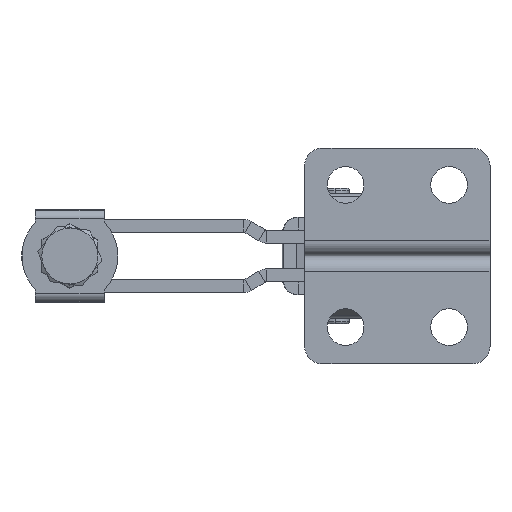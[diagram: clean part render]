
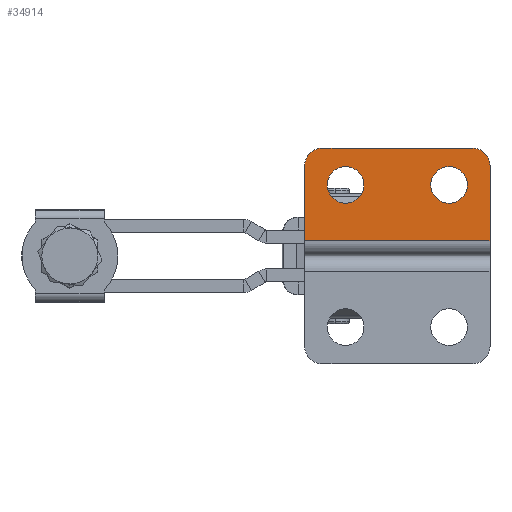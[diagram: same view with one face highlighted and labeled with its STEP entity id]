
A CAD part, front view. The second image highlights one B-rep face of the part: STEP entity #34914.
In plain terms, the highlighted planar face has unit normal (0, -1, 0).
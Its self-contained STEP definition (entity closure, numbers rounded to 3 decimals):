
#15 = VERTEX_POINT ( 'NONE', #12846 ) ;
#24 = VERTEX_POINT ( 'NONE', #12855 ) ;
#311 = VERTEX_POINT ( 'NONE', #13150 ) ;
#312 = VERTEX_POINT ( 'NONE', #13151 ) ;
#313 = VERTEX_POINT ( 'NONE', #13152 ) ;
#324 = VERTEX_POINT ( 'NONE', #13163 ) ;
#334 = VERTEX_POINT ( 'NONE', #13173 ) ;
#361 = VERTEX_POINT ( 'NONE', #13200 ) ;
#4106 = EDGE_CURVE ( 'NONE', #15, #33151, #15611, .T. ) ;
#4109 = EDGE_CURVE ( 'NONE', #24, #33167, #15624, .T. ) ;
#4153 = EDGE_CURVE ( 'NONE', #361, #334, #15696, .T. ) ;
#4155 = EDGE_CURVE ( 'NONE', #33151, #15, #15699, .T. ) ;
#4156 = EDGE_CURVE ( 'NONE', #33167, #24, #15701, .T. ) ;
#4157 = EDGE_CURVE ( 'NONE', #361, #324, #15702, .T. ) ;
#4158 = EDGE_CURVE ( 'NONE', #324, #311, #15697, .T. ) ;
#4159 = EDGE_CURVE ( 'NONE', #311, #313, #15705, .T. ) ;
#4160 = EDGE_CURVE ( 'NONE', #313, #312, #15706, .T. ) ;
#4161 = EDGE_CURVE ( 'NONE', #312, #334, #15708, .T. ) ;
#5276 = AXIS2_PLACEMENT_3D ( 'NONE', #15356, #15357, #15358 ) ;
#5278 = AXIS2_PLACEMENT_3D ( 'NONE', #15366, #15367, #15368 ) ;
#5296 = AXIS2_PLACEMENT_3D ( 'NONE', #15475, #15476, #15477 ) ;
#5297 = AXIS2_PLACEMENT_3D ( 'NONE', #15479, #15480, #15481 ) ;
#5298 = AXIS2_PLACEMENT_3D ( 'NONE', #15485, #15486, #15487 ) ;
#5299 = AXIS2_PLACEMENT_3D ( 'NONE', #15488, #15489, #15490 ) ;
#7314 = ORIENTED_EDGE ( 'NONE', *, *, #4106, .F. ) ;
#7315 = ORIENTED_EDGE ( 'NONE', *, *, #4155, .F. ) ;
#7316 = ORIENTED_EDGE ( 'NONE', *, *, #4109, .F. ) ;
#7317 = ORIENTED_EDGE ( 'NONE', *, *, #4156, .F. ) ;
#7318 = ORIENTED_EDGE ( 'NONE', *, *, #4153, .F. ) ;
#7319 = ORIENTED_EDGE ( 'NONE', *, *, #4157, .T. ) ;
#7320 = ORIENTED_EDGE ( 'NONE', *, *, #4158, .T. ) ;
#7321 = ORIENTED_EDGE ( 'NONE', *, *, #4159, .T. ) ;
#7322 = ORIENTED_EDGE ( 'NONE', *, *, #4160, .T. ) ;
#7323 = ORIENTED_EDGE ( 'NONE', *, *, #4161, .T. ) ;
#8659 = FACE_BOUND ( 'NONE', #31802, .T. ) ;
#8668 = FACE_OUTER_BOUND ( 'NONE', #31791, .T. ) ;
#8670 = FACE_BOUND ( 'NONE', #31797, .T. ) ;
#12846 = CARTESIAN_POINT ( 'NONE',  ( 33.5, -3., 20.75 ) ) ;
#12855 = CARTESIAN_POINT ( 'NONE',  ( 9.5, -3., 20.75 ) ) ;
#13150 = CARTESIAN_POINT ( 'NONE',  ( 39., -3., 25. ) ) ;
#13151 = CARTESIAN_POINT ( 'NONE',  ( 0., -3., 21. ) ) ;
#13152 = CARTESIAN_POINT ( 'NONE',  ( 4., -3., 25. ) ) ;
#13163 = CARTESIAN_POINT ( 'NONE',  ( 43., -3., 21. ) ) ;
#13173 = CARTESIAN_POINT ( 'NONE',  ( 0., -3., 3.5 ) ) ;
#13200 = CARTESIAN_POINT ( 'NONE',  ( 43., -3., 3.5 ) ) ;
#15356 = CARTESIAN_POINT ( 'NONE',  ( 33.5, -3., 16.5 ) ) ;
#15357 = DIRECTION ( 'NONE',  ( 0., -1., 0. ) ) ;
#15358 = DIRECTION ( 'NONE',  ( 0., 0., -1. ) ) ;
#15366 = CARTESIAN_POINT ( 'NONE',  ( 9.5, -3., 16.5 ) ) ;
#15367 = DIRECTION ( 'NONE',  ( 0., -1., 0. ) ) ;
#15368 = DIRECTION ( 'NONE',  ( 0., 0., -1. ) ) ;
#15463 = DIRECTION ( 'NONE',  ( -1., 0., 0. ) ) ;
#15467 = CARTESIAN_POINT ( 'NONE',  ( 4., -3., 3.5 ) ) ;
#15473 = CARTESIAN_POINT ( 'NONE',  ( 43., -3., 21. ) ) ;
#15474 = DIRECTION ( 'NONE',  ( 0., 0., 1. ) ) ;
#15475 = CARTESIAN_POINT ( 'NONE',  ( 33.5, -3., 16.5 ) ) ;
#15476 = DIRECTION ( 'NONE',  ( 0., -1., 0. ) ) ;
#15477 = DIRECTION ( 'NONE',  ( 0., 0., -1. ) ) ;
#15478 = DIRECTION ( 'NONE',  ( -1., 0., 0. ) ) ;
#15479 = CARTESIAN_POINT ( 'NONE',  ( 9.5, -3., 16.5 ) ) ;
#15480 = DIRECTION ( 'NONE',  ( 0., -1., 0. ) ) ;
#15481 = DIRECTION ( 'NONE',  ( 0., 0., -1. ) ) ;
#15482 = CARTESIAN_POINT ( 'NONE',  ( 4., -3., 25. ) ) ;
#15483 = CARTESIAN_POINT ( 'NONE',  ( 0., -3., 3. ) ) ;
#15484 = DIRECTION ( 'NONE',  ( 0., 0., -1. ) ) ;
#15485 = CARTESIAN_POINT ( 'NONE',  ( 39., -3., 21. ) ) ;
#15486 = DIRECTION ( 'NONE',  ( 0., -1., 0. ) ) ;
#15487 = DIRECTION ( 'NONE',  ( 0., 0., 1. ) ) ;
#15488 = CARTESIAN_POINT ( 'NONE',  ( 4., -3., 21. ) ) ;
#15489 = DIRECTION ( 'NONE',  ( 0., -1., 0. ) ) ;
#15490 = DIRECTION ( 'NONE',  ( 0., 0., 1. ) ) ;
#15611 = CIRCLE ( 'NONE', #5276, 4.25 ) ;
#15624 = CIRCLE ( 'NONE', #5278, 4.25 ) ;
#15696 = LINE ( 'NONE', #15467, #15698 ) ;
#15697 = CIRCLE ( 'NONE', #5298, 4. ) ;
#15698 = VECTOR ( 'NONE', #15463, 1000. ) ;
#15699 = CIRCLE ( 'NONE', #5296, 4.25 ) ;
#15701 = CIRCLE ( 'NONE', #5297, 4.25 ) ;
#15702 = LINE ( 'NONE', #15473, #15704 ) ;
#15704 = VECTOR ( 'NONE', #15474, 1000. ) ;
#15705 = LINE ( 'NONE', #15482, #15707 ) ;
#15706 = CIRCLE ( 'NONE', #5299, 4. ) ;
#15707 = VECTOR ( 'NONE', #15478, 1000. ) ;
#15708 = LINE ( 'NONE', #15483, #15710 ) ;
#15710 = VECTOR ( 'NONE', #15484, 1000. ) ;
#22556 = AXIS2_PLACEMENT_3D ( 'NONE', #25884, #25882, #25888 ) ;
#24556 = CARTESIAN_POINT ( 'NONE',  ( 33.5, -3., 12.25 ) ) ;
#24572 = CARTESIAN_POINT ( 'NONE',  ( 9.5, -3., 12.25 ) ) ;
#25882 = DIRECTION ( 'NONE',  ( 0., 1., 0. ) ) ;
#25884 = CARTESIAN_POINT ( 'NONE',  ( 4., -3., 21. ) ) ;
#25886 = PLANE ( 'NONE',  #22556 ) ;
#25888 = DIRECTION ( 'NONE',  ( 0., 0., 1. ) ) ;
#31791 = EDGE_LOOP ( 'NONE', ( #7318, #7319, #7320, #7321, #7322, #7323 ) ) ;
#31797 = EDGE_LOOP ( 'NONE', ( #7316, #7317 ) ) ;
#31802 = EDGE_LOOP ( 'NONE', ( #7314, #7315 ) ) ;
#33151 = VERTEX_POINT ( 'NONE', #24556 ) ;
#33167 = VERTEX_POINT ( 'NONE', #24572 ) ;
#34914 = ADVANCED_FACE ( 'NONE', ( #8659, #8670, #8668 ), #25886, .F. ) ;
